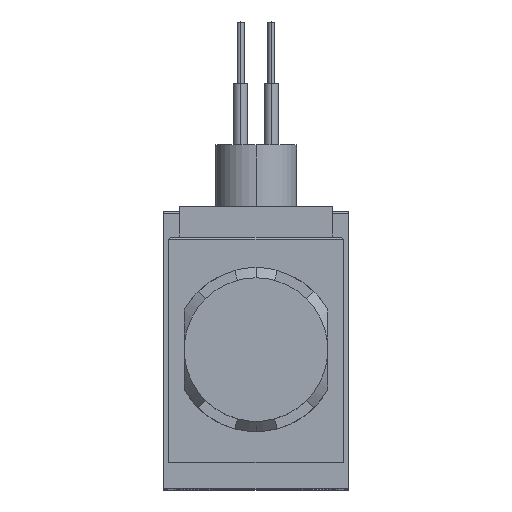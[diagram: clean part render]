
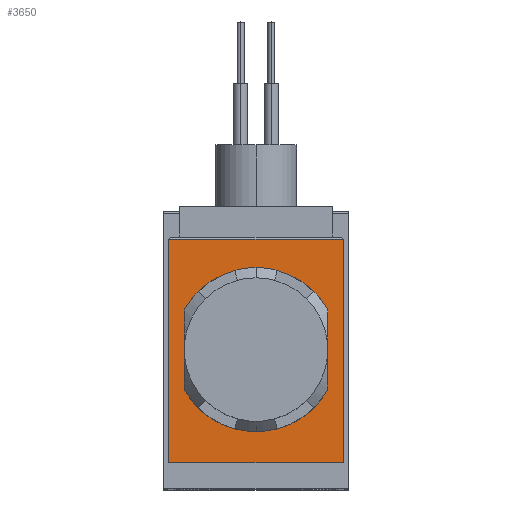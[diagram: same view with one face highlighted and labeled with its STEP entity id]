
A CAD part, top view. The second image highlights one B-rep face of the part: STEP entity #3650.
In plain terms, the highlighted planar face has unit normal (0, 0, 1).
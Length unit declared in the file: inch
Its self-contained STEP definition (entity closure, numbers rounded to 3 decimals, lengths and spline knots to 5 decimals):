
#341 = CARTESIAN_POINT ( 'NONE',  ( 0.27559, 0.15248, 1.69291 ) ) ;
#722 = VERTEX_POINT ( 'NONE', #816 ) ;
#816 = CARTESIAN_POINT ( 'NONE',  ( 0.33465, -0.43307, 1.69291 ) ) ;
#1206 = CARTESIAN_POINT ( 'NONE',  ( -0.33465, 0.43307, 1.69291 ) ) ;
#1224 = DIRECTION ( 'NONE',  ( -1., 0., 0. ) ) ;
#1272 = PLANE ( 'NONE',  #6625 ) ;
#1423 = EDGE_LOOP ( 'NONE', ( #3282, #6866, #4286, #4098 ) ) ;
#1515 = CARTESIAN_POINT ( 'NONE',  ( 0.27559, 0., 1.69291 ) ) ;
#1574 = DIRECTION ( 'NONE',  ( 0., 1., 0. ) ) ;
#1596 = CARTESIAN_POINT ( 'NONE',  ( 0., 0., 1.69291 ) ) ;
#1781 = DIRECTION ( 'NONE',  ( 0., 1., 0. ) ) ;
#1832 = DIRECTION ( 'NONE',  ( -1., 0., 0. ) ) ;
#1926 = VECTOR ( 'NONE', #2306, 39.37008 ) ;
#2223 = LINE ( 'NONE', #2327, #1926 ) ;
#2293 = DIRECTION ( 'NONE',  ( 0., 0., -1. ) ) ;
#2297 = EDGE_CURVE ( 'NONE', #2676, #3845, #2918, .T. ) ;
#2306 = DIRECTION ( 'NONE',  ( 0., -1., 0. ) ) ;
#2327 = CARTESIAN_POINT ( 'NONE',  ( 0.33465, -0.43307, 1.69291 ) ) ;
#2346 = DIRECTION ( 'NONE',  ( 0., -1., 0. ) ) ;
#2512 = EDGE_LOOP ( 'NONE', ( #4575, #3423, #3529, #4037 ) ) ;
#2676 = VERTEX_POINT ( 'NONE', #3904 ) ;
#2804 = LINE ( 'NONE', #1515, #2812 ) ;
#2812 = VECTOR ( 'NONE', #1781, 39.37008 ) ;
#2858 = CARTESIAN_POINT ( 'NONE',  ( -0.27559, 0., 1.69291 ) ) ;
#2906 = VECTOR ( 'NONE', #6549, 39.37008 ) ;
#2918 = LINE ( 'NONE', #6351, #2906 ) ;
#2945 = VERTEX_POINT ( 'NONE', #4448 ) ;
#3282 = ORIENTED_EDGE ( 'NONE', *, *, #7257, .F. ) ;
#3423 = ORIENTED_EDGE ( 'NONE', *, *, #6112, .F. ) ;
#3454 = DIRECTION ( 'NONE',  ( -1., 0., 0. ) ) ;
#3529 = ORIENTED_EDGE ( 'NONE', *, *, #6905, .F. ) ;
#3650 = ADVANCED_FACE ( 'NONE', ( #5989, #5872 ), #1272, .F. ) ;
#3711 = EDGE_CURVE ( 'NONE', #2945, #6012, #6052, .T. ) ;
#3724 = DIRECTION ( 'NONE',  ( 0., 0., 1. ) ) ;
#3749 = AXIS2_PLACEMENT_3D ( 'NONE', #4701, #4602, #1832 ) ;
#3830 = CARTESIAN_POINT ( 'NONE',  ( -0.27559, 0.15248, 1.69291 ) ) ;
#3845 = VERTEX_POINT ( 'NONE', #4314 ) ;
#3859 = VECTOR ( 'NONE', #2346, 39.37008 ) ;
#3904 = CARTESIAN_POINT ( 'NONE',  ( -0.33465, 0.4252, 1.69291 ) ) ;
#4005 = LINE ( 'NONE', #2858, #3859 ) ;
#4037 = ORIENTED_EDGE ( 'NONE', *, *, #2297, .F. ) ;
#4098 = ORIENTED_EDGE ( 'NONE', *, *, #3711, .F. ) ;
#4240 = CARTESIAN_POINT ( 'NONE',  ( -0.33465, -0.43307, 1.69291 ) ) ;
#4286 = ORIENTED_EDGE ( 'NONE', *, *, #7093, .F. ) ;
#4287 = VERTEX_POINT ( 'NONE', #3830 ) ;
#4314 = CARTESIAN_POINT ( 'NONE',  ( 0.33465, 0.4252, 1.69291 ) ) ;
#4366 = CARTESIAN_POINT ( 'NONE',  ( 0.27559, -0.15248, 1.69291 ) ) ;
#4375 = CARTESIAN_POINT ( 'NONE',  ( -0.33465, -0.43307, 1.69291 ) ) ;
#4448 = CARTESIAN_POINT ( 'NONE',  ( -0.27559, -0.15248, 1.69291 ) ) ;
#4575 = ORIENTED_EDGE ( 'NONE', *, *, #5875, .F. ) ;
#4602 = DIRECTION ( 'NONE',  ( 0., 0., 1. ) ) ;
#4701 = CARTESIAN_POINT ( 'NONE',  ( 0., 0., 1.69291 ) ) ;
#5276 = EDGE_CURVE ( 'NONE', #6519, #4287, #5353, .T. ) ;
#5353 = CIRCLE ( 'NONE', #6656, 0.31496 ) ;
#5872 = FACE_OUTER_BOUND ( 'NONE', #2512, .T. ) ;
#5875 = EDGE_CURVE ( 'NONE', #6806, #2676, #6387, .T. ) ;
#5989 = FACE_BOUND ( 'NONE', #1423, .T. ) ;
#6012 = VERTEX_POINT ( 'NONE', #4366 ) ;
#6052 = CIRCLE ( 'NONE', #3749, 0.31496 ) ;
#6112 = EDGE_CURVE ( 'NONE', #722, #6806, #7210, .T. ) ;
#6351 = CARTESIAN_POINT ( 'NONE',  ( 0., 0.4252, 1.69291 ) ) ;
#6379 = VECTOR ( 'NONE', #1574, 39.37008 ) ;
#6387 = LINE ( 'NONE', #1206, #6379 ) ;
#6519 = VERTEX_POINT ( 'NONE', #341 ) ;
#6549 = DIRECTION ( 'NONE',  ( 1., 0., 0. ) ) ;
#6625 = AXIS2_PLACEMENT_3D ( 'NONE', #1596, #2293, #1224 ) ;
#6656 = AXIS2_PLACEMENT_3D ( 'NONE', #7281, #3724, #3454 ) ;
#6806 = VERTEX_POINT ( 'NONE', #4240 ) ;
#6866 = ORIENTED_EDGE ( 'NONE', *, *, #5276, .F. ) ;
#6905 = EDGE_CURVE ( 'NONE', #3845, #722, #2223, .T. ) ;
#7093 = EDGE_CURVE ( 'NONE', #6012, #6519, #2804, .T. ) ;
#7134 = VECTOR ( 'NONE', #7160, 39.37008 ) ;
#7160 = DIRECTION ( 'NONE',  ( -1., 0., 0. ) ) ;
#7210 = LINE ( 'NONE', #4375, #7134 ) ;
#7257 = EDGE_CURVE ( 'NONE', #4287, #2945, #4005, .T. ) ;
#7281 = CARTESIAN_POINT ( 'NONE',  ( 0., 0., 1.69291 ) ) ;
